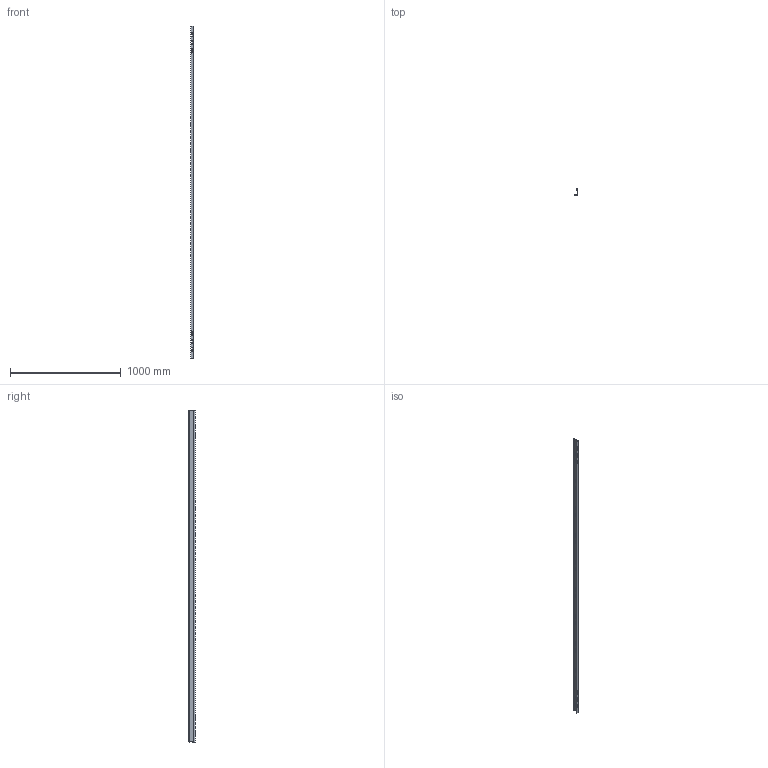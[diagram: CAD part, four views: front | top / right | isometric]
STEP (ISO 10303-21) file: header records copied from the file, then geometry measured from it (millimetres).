
FILE_DESCRIPTION((''),'2;1');
FILE_NAME('6062068','2012-08-28T',('AndreasKeweloh'),(''),'PRO/ENGINEER BY PARAMETRIC TECHNOLOGY CORPORATION, 2012130','PRO/ENGINEER BY PARAMETRIC TECHNOLOGY CORPORATION, 2012130','');
FILE_SCHEMA(('CONFIG_CONTROL_DESIGN'));
Length unit declared in the file: millimetre
Products named in the file (1): 6062068
Bounding box: 26.02 x 56 x 3000 mm (x, y, z)
Surface area: 585526.6 mm2 (no closed solid volume)
Topology: 0 solids, 1 shells, 253 faces, 1803 edges, 1689 vertices
Faces by surface type: plane 222, cylinder 31
Entity records: 19850 total; most frequent: CARTESIAN_POINT 6595, ORIENTED_EDGE 3594, EDGE_CURVE 1797, VERTEX_POINT 1686, DIRECTION 1665, VECTOR 1043, LINE 1043, B_SPLINE_CURVE_WITH_KNOTS 696
